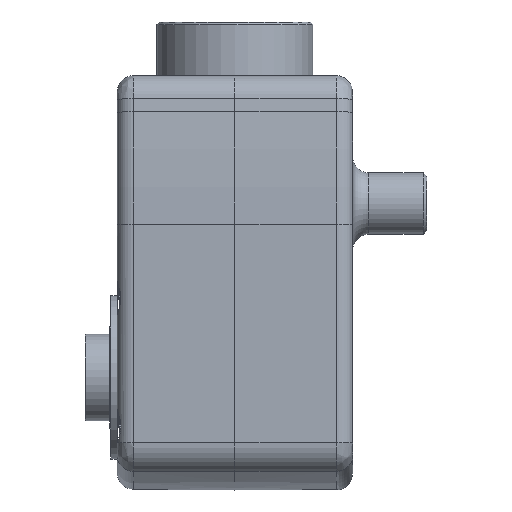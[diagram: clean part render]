
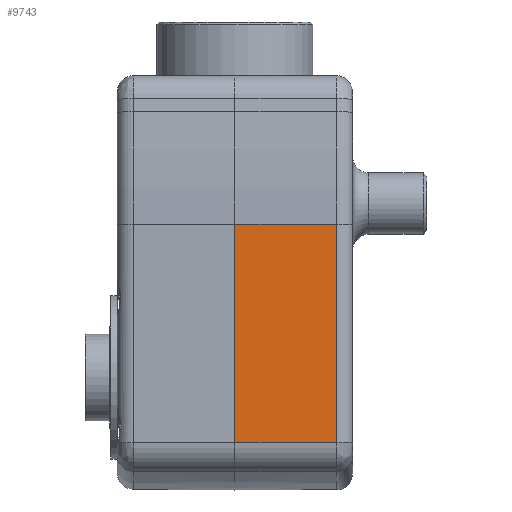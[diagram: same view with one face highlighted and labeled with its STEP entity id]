
A CAD part, front view. The second image highlights one B-rep face of the part: STEP entity #9743.
In plain terms, the highlighted planar face has unit normal (0, -1, 0).
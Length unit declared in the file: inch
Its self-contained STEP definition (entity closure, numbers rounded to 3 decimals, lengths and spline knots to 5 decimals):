
#708=PLANE('',#10515);
#957=LINE('',#14356,#1637);
#1238=LINE('',#17748,#1918);
#1241=LINE('',#17810,#1921);
#1378=LINE('',#19140,#2058);
#1637=VECTOR('',#11464,0.3937);
#1918=VECTOR('',#12145,0.3937);
#1921=VECTOR('',#12170,0.3937);
#2058=VECTOR('',#12553,0.3937);
#2761=FACE_OUTER_BOUND('',#3353,.T.);
#3353=EDGE_LOOP('',(#8304,#8305,#8306,#8307));
#4118=VERTEX_POINT('',#14353);
#4119=VERTEX_POINT('',#14355);
#4345=VERTEX_POINT('',#17546);
#4405=VERTEX_POINT('',#17806);
#5086=EDGE_CURVE('',#4118,#4119,#957,.T.);
#5572=EDGE_CURVE('',#4119,#4345,#1238,.T.);
#5585=EDGE_CURVE('',#4345,#4405,#1241,.T.);
#5807=EDGE_CURVE('',#4405,#4118,#1378,.T.);
#8304=ORIENTED_EDGE('',*,*,#5572,.F.);
#8305=ORIENTED_EDGE('',*,*,#5086,.F.);
#8306=ORIENTED_EDGE('',*,*,#5807,.F.);
#8307=ORIENTED_EDGE('',*,*,#5585,.F.);
#9743=ADVANCED_FACE('',(#2761),#708,.T.);
#10515=AXIS2_PLACEMENT_3D('',#19139,#12551,#12552);
#11464=DIRECTION('',(0.,0.,1.));
#12145=DIRECTION('',(1.,0.,0.));
#12170=DIRECTION('',(0.,0.,-1.));
#12551=DIRECTION('center_axis',(0.,-1.,0.));
#12552=DIRECTION('ref_axis',(0.,0.,
1.));
#12553=DIRECTION('',(-1.,0.,0.));
#14353=CARTESIAN_POINT('',(-0.61193,7.86925,4.2209));
#14355=CARTESIAN_POINT('',(-0.61193,7.86925,5.90248));
#14356=CARTESIAN_POINT('',(-0.61193,7.86925,4.2209));
#17546=CARTESIAN_POINT('',(0.16858,7.86925,5.90248));
#17748=CARTESIAN_POINT('',(0.29358,7.86925,5.90248));
#17806=CARTESIAN_POINT('',(0.16858,7.86925,4.2209));
#17810=CARTESIAN_POINT('',(0.16858,7.86925,4.92171));
#19139=CARTESIAN_POINT('Origin',(0.29358,7.86925,4.2209));
#19140=CARTESIAN_POINT('',(0.29358,7.86925,4.2209));
